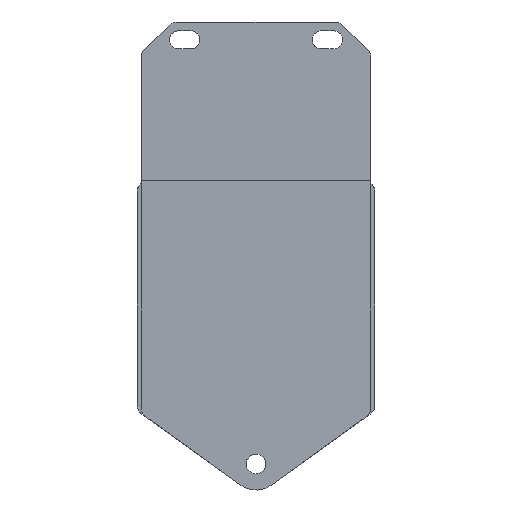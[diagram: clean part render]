
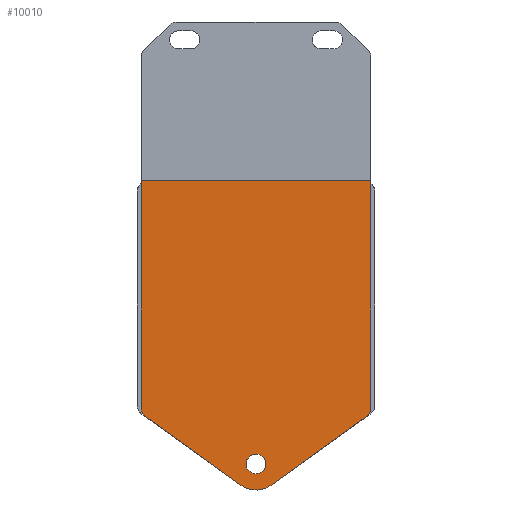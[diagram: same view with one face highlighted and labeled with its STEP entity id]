
A CAD part, front view. The second image highlights one B-rep face of the part: STEP entity #10010.
In plain terms, the highlighted free-form (B-spline) face has degree [1, 1] with [2, 2] control points.
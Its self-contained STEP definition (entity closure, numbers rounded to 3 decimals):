
#9922=CARTESIAN_POINT('',(-258.549,0.,-381.549));
#9923=CARTESIAN_POINT('',(-258.549,0.,77.549));
#9924=CARTESIAN_POINT('',(200.549,0.,-381.549));
#9925=CARTESIAN_POINT('',(200.549,0.,77.549));
#9926=B_SPLINE_SURFACE_WITH_KNOTS('',1,1,((#9922,#9923),(#9924,#9925)),.PLANE_SURF.,.F.,.F.,.U.,(2,2),(2,2),(0.,1.),(0.,1.),.UNSPECIFIED.);
#9927=CARTESIAN_POINT('',(-29.,0.,-97.169));
#9928=VERTEX_POINT('',#9927);
#9929=CARTESIAN_POINT('',(-27.75,0.,-99.605));
#9930=VERTEX_POINT('',#9929);
#9931=CARTESIAN_POINT('',(-29.,0.,-97.169));
#9932=CARTESIAN_POINT('',(-29.,0.,-98.707));
#9933=CARTESIAN_POINT('',(-27.75,0.,-99.605));
#9934=(BOUNDED_CURVE()B_SPLINE_CURVE(2,(#9931,#9932,#9933),.CIRCULAR_ARC.,.F.,.U.)B_SPLINE_CURVE_WITH_KNOTS((3,3),(0.,1.),.UNSPECIFIED.)CURVE()GEOMETRIC_REPRESENTATION_ITEM()RATIONAL_B_SPLINE_CURVE((1.,0.89,1.))REPRESENTATION_ITEM(''));
#9935=EDGE_CURVE('',#9928,#9930,#9934,.T.);
#9936=ORIENTED_EDGE('',*,*,#9935,.T.);
#9937=CARTESIAN_POINT('',(-3.792,0.,-116.814));
#9938=VERTEX_POINT('',#9937);
#9939=CARTESIAN_POINT('',(-27.75,0.,-99.605));
#9940=CARTESIAN_POINT('',(-3.792,0.,-116.814));
#9941=B_SPLINE_CURVE_WITH_KNOTS('',1,(#9939,#9940),.POLYLINE_FORM.,.F.,.U.,(2,2),(0.,1.),.UNSPECIFIED.);
#9942=EDGE_CURVE('',#9930,#9938,#9941,.T.);
#9943=ORIENTED_EDGE('',*,*,#9942,.T.);
#9944=CARTESIAN_POINT('',(3.792,0.,-116.814));
#9945=VERTEX_POINT('',#9944);
#9946=CARTESIAN_POINT('',(-3.792,0.,-116.814));
#9947=CARTESIAN_POINT('',(0.,0.,-119.538));
#9948=CARTESIAN_POINT('',(3.792,0.,-116.814));
#9949=(BOUNDED_CURVE()B_SPLINE_CURVE(2,(#9946,#9947,#9948),.CIRCULAR_ARC.,.F.,.U.)B_SPLINE_CURVE_WITH_KNOTS((3,3),(0.,1.),.UNSPECIFIED.)CURVE()GEOMETRIC_REPRESENTATION_ITEM()RATIONAL_B_SPLINE_CURVE((1.,0.812,1.))REPRESENTATION_ITEM(''));
#9950=EDGE_CURVE('',#9938,#9945,#9949,.T.);
#9951=ORIENTED_EDGE('',*,*,#9950,.T.);
#9952=CARTESIAN_POINT('',(27.75,0.,-99.605));
#9953=VERTEX_POINT('',#9952);
#9954=CARTESIAN_POINT('',(3.792,0.,-116.814));
#9955=CARTESIAN_POINT('',(27.75,0.,-99.605));
#9956=B_SPLINE_CURVE_WITH_KNOTS('',1,(#9954,#9955),.POLYLINE_FORM.,.F.,.U.,(2,2),(0.,1.),.UNSPECIFIED.);
#9957=EDGE_CURVE('',#9945,#9953,#9956,.T.);
#9958=ORIENTED_EDGE('',*,*,#9957,.T.);
#9959=CARTESIAN_POINT('',(29.,0.,-97.169));
#9960=VERTEX_POINT('',#9959);
#9961=CARTESIAN_POINT('',(27.75,0.,-99.605));
#9962=CARTESIAN_POINT('',(29.,0.,-98.707));
#9963=CARTESIAN_POINT('',(29.,0.,-97.169));
#9964=(BOUNDED_CURVE()B_SPLINE_CURVE(2,(#9961,#9962,#9963),.CIRCULAR_ARC.,.F.,.U.)B_SPLINE_CURVE_WITH_KNOTS((3,3),(0.,1.),.UNSPECIFIED.)CURVE()GEOMETRIC_REPRESENTATION_ITEM()RATIONAL_B_SPLINE_CURVE((1.,0.89,1.))REPRESENTATION_ITEM(''));
#9965=EDGE_CURVE('',#9953,#9960,#9964,.T.);
#9966=ORIENTED_EDGE('',*,*,#9965,.T.);
#9967=CARTESIAN_POINT('',(29.,0.,-40.));
#9968=VERTEX_POINT('',#9967);
#9969=CARTESIAN_POINT('',(29.,0.,-97.169));
#9970=CARTESIAN_POINT('',(29.,0.,-40.));
#9971=B_SPLINE_CURVE_WITH_KNOTS('',1,(#9969,#9970),.POLYLINE_FORM.,.F.,.U.,(2,2),(0.,0.648),.UNSPECIFIED.);
#9972=EDGE_CURVE('',#9960,#9968,#9971,.T.);
#9973=ORIENTED_EDGE('',*,*,#9972,.T.);
#9974=CARTESIAN_POINT('',(-29.,0.,-40.));
#9975=VERTEX_POINT('',#9974);
#9976=CARTESIAN_POINT('',(29.,0.,-40.));
#9977=CARTESIAN_POINT('',(-29.,0.,-40.));
#9978=B_SPLINE_CURVE_WITH_KNOTS('',1,(#9976,#9977),.POLYLINE_FORM.,.F.,.U.,(2,2),(0.017,0.983),.UNSPECIFIED.);
#9979=EDGE_CURVE('',#9968,#9975,#9978,.T.);
#9980=ORIENTED_EDGE('',*,*,#9979,.T.);
#9981=CARTESIAN_POINT('',(-29.,0.,-40.));
#9982=CARTESIAN_POINT('',(-29.,0.,-97.169));
#9983=B_SPLINE_CURVE_WITH_KNOTS('',1,(#9981,#9982),.POLYLINE_FORM.,.F.,.U.,(2,2),(0.352,1.),.UNSPECIFIED.);
#9984=EDGE_CURVE('',#9975,#9928,#9983,.T.);
#9985=ORIENTED_EDGE('',*,*,#9984,.T.);
#9986=EDGE_LOOP('',(#9936,#9943,#9951,#9958,#9966,#9973,#9980,#9985));
#9987=FACE_OUTER_BOUND('',#9986,.T.);
#9988=CARTESIAN_POINT('',(2.5,0.,-111.45));
#9989=VERTEX_POINT('',#9988);
#9990=CARTESIAN_POINT('',(0.,0.,-113.95));
#9991=VERTEX_POINT('',#9990);
#9992=CARTESIAN_POINT('',(2.5,0.,-111.45));
#9993=CARTESIAN_POINT('',(2.5,0.,-113.95));
#9994=CARTESIAN_POINT('',(0.,0.,-113.95));
#9995=(BOUNDED_CURVE()B_SPLINE_CURVE(2,(#9992,#9993,#9994),.CIRCULAR_ARC.,.F.,.U.)B_SPLINE_CURVE_WITH_KNOTS((3,3),(0.,0.25),.UNSPECIFIED.)CURVE()GEOMETRIC_REPRESENTATION_ITEM()RATIONAL_B_SPLINE_CURVE((1.,0.707,1.))REPRESENTATION_ITEM(''));
#9996=EDGE_CURVE('',#9989,#9991,#9995,.T.);
#9997=ORIENTED_EDGE('',*,*,#9996,.T.);
#9998=CARTESIAN_POINT('',(0.,0.,-113.95));
#9999=CARTESIAN_POINT('',(-2.5,0.,-113.95));
#10000=CARTESIAN_POINT('',(-2.5,0.,-111.45));
#10001=CARTESIAN_POINT('',(-2.5,0.,-108.95));
#10002=CARTESIAN_POINT('',(0.,0.,-108.95));
#10003=CARTESIAN_POINT('',(2.5,0.,-108.95));
#10004=CARTESIAN_POINT('',(2.5,0.,-111.45));
#10005=(BOUNDED_CURVE()B_SPLINE_CURVE(2,(#9998,#9999,#10000,#10001,#10002,#10003,#10004),.CIRCULAR_ARC.,.F.,.U.)B_SPLINE_CURVE_WITH_KNOTS((3,2,2,3),(0.25,0.5,0.75,1.),.UNSPECIFIED.)CURVE()GEOMETRIC_REPRESENTATION_ITEM()RATIONAL_B_SPLINE_CURVE((1.,0.707,1.,0.707,1.,0.707,1.))REPRESENTATION_ITEM(''));
#10006=EDGE_CURVE('',#9991,#9989,#10005,.T.);
#10007=ORIENTED_EDGE('',*,*,#10006,.T.);
#10008=EDGE_LOOP('',(#9997,#10007));
#10009=FACE_BOUND('',#10008,.T.);
#10010=ADVANCED_FACE('',(#9987,#10009),#9926,.T.);
